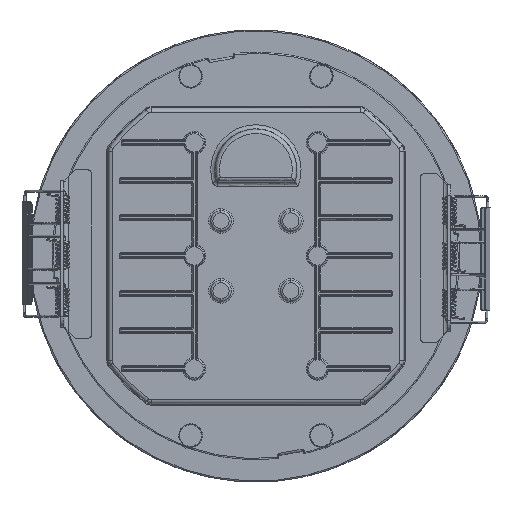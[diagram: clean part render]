
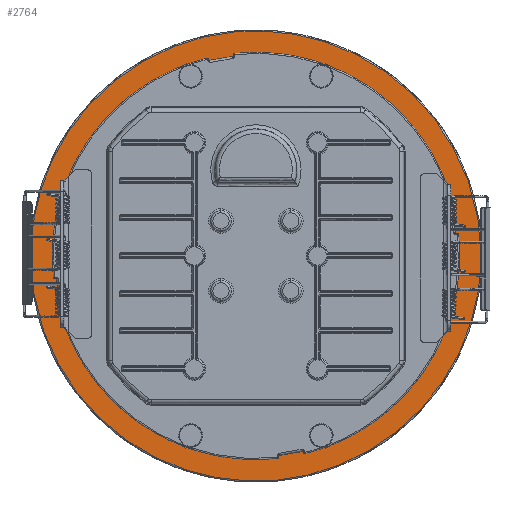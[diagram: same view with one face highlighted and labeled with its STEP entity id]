
A CAD part, top view. The second image highlights one B-rep face of the part: STEP entity #2764.
In plain terms, the highlighted planar face has unit normal (0, 0, 1).
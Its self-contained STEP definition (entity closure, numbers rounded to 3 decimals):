
#75=FACE_BOUND('',#8561,.T.);
#2764=ADVANCED_FACE('',(#5639,#75),#41041,.T.);
#5639=FACE_OUTER_BOUND('',#8560,.T.);
#8560=EDGE_LOOP('',(#21361,#21362));
#8561=EDGE_LOOP('',(#21363,#21364));
#21361=ORIENTED_EDGE('',*,*,#28990,.T.);
#21362=ORIENTED_EDGE('',*,*,#28989,.T.);
#21363=ORIENTED_EDGE('',*,*,#28986,.T.);
#21364=ORIENTED_EDGE('',*,*,#28987,.T.);
#28986=EDGE_CURVE('',#40253,#40252,#34088,.T.);
#28987=EDGE_CURVE('',#40252,#40253,#34089,.T.);
#28989=EDGE_CURVE('',#40251,#40250,#34090,.T.);
#28990=EDGE_CURVE('',#40250,#40251,#34091,.T.);
#34088=(
BOUNDED_CURVE()
B_SPLINE_CURVE(2,(#144577,#144578,#144579,#144580,#144581),
 .UNSPECIFIED.,.F.,.F.)
B_SPLINE_CURVE_WITH_KNOTS((3,2,3),(-188.496,-94.248,
0.),.UNSPECIFIED.)
CURVE()
GEOMETRIC_REPRESENTATION_ITEM()
RATIONAL_B_SPLINE_CURVE((1.,0.707,1.,0.707,1.))
REPRESENTATION_ITEM('')
);
#34089=(
BOUNDED_CURVE()
B_SPLINE_CURVE(2,(#144582,#144583,#144584,#144585,#144586),
 .UNSPECIFIED.,.F.,.F.)
B_SPLINE_CURVE_WITH_KNOTS((3,2,3),(-376.991,-282.743,
-188.496),.UNSPECIFIED.)
CURVE()
GEOMETRIC_REPRESENTATION_ITEM()
RATIONAL_B_SPLINE_CURVE((1.,0.707,1.,0.707,1.))
REPRESENTATION_ITEM('')
);
#34090=(
BOUNDED_CURVE()
B_SPLINE_CURVE(2,(#144589,#144590,#144591,#144592,#144593),
 .UNSPECIFIED.,.F.,.F.)
B_SPLINE_CURVE_WITH_KNOTS((3,2,3),(344.004,516.007,688.009),
 .UNSPECIFIED.)
CURVE()
GEOMETRIC_REPRESENTATION_ITEM()
RATIONAL_B_SPLINE_CURVE((1.,0.707,1.,0.707,1.))
REPRESENTATION_ITEM('')
);
#34091=(
BOUNDED_CURVE()
B_SPLINE_CURVE(2,(#144594,#144595,#144596,#144597,#144598),
 .UNSPECIFIED.,.F.,.F.)
B_SPLINE_CURVE_WITH_KNOTS((3,2,3),(0.,172.002,344.004),
 .UNSPECIFIED.)
CURVE()
GEOMETRIC_REPRESENTATION_ITEM()
RATIONAL_B_SPLINE_CURVE((1.,0.707,1.,0.707,1.))
REPRESENTATION_ITEM('')
);
#40250=VERTEX_POINT('',#144537);
#40251=VERTEX_POINT('',#144538);
#40252=VERTEX_POINT('',#144539);
#40253=VERTEX_POINT('',#144540);
#41041=PLANE('',#43998);
#43998=AXIS2_PLACEMENT_3D('',#144460,#44392,$);
#44392=DIRECTION('',(0.,0.,1.));
#144460=CARTESIAN_POINT('',(132.01,140.213,-19.559));
#144537=CARTESIAN_POINT('',(-109.5,8.204,-19.559));
#144538=CARTESIAN_POINT('',(109.5,8.204,-19.559));
#144539=CARTESIAN_POINT('',(60.,8.204,-19.559));
#144540=CARTESIAN_POINT('',(-60.,8.204,-19.559));
#144577=CARTESIAN_POINT('',(-60.,8.204,-19.559));
#144578=CARTESIAN_POINT('',(-60.,68.204,-19.559));
#144579=CARTESIAN_POINT('',(0.,68.204,-19.559));
#144580=CARTESIAN_POINT('',(60.,68.204,-19.559));
#144581=CARTESIAN_POINT('',(60.,8.204,-19.559));
#144582=CARTESIAN_POINT('',(60.,8.204,-19.559));
#144583=CARTESIAN_POINT('',(60.,-51.796,-19.559));
#144584=CARTESIAN_POINT('',(0.,-51.796,-19.559));
#144585=CARTESIAN_POINT('',(-60.,-51.796,-19.559));
#144586=CARTESIAN_POINT('',(-60.,8.204,-19.559));
#144589=CARTESIAN_POINT('',(109.5,8.204,-19.559));
#144590=CARTESIAN_POINT('',(109.5,117.704,-19.559));
#144591=CARTESIAN_POINT('',(0.,117.704,-19.559));
#144592=CARTESIAN_POINT('',(-109.5,117.704,-19.559));
#144593=CARTESIAN_POINT('',(-109.5,8.204,-19.559));
#144594=CARTESIAN_POINT('',(-109.5,8.204,-19.559));
#144595=CARTESIAN_POINT('',(-109.5,-101.296,-19.559));
#144596=CARTESIAN_POINT('',(0.,-101.296,-19.559));
#144597=CARTESIAN_POINT('',(109.5,-101.296,-19.559));
#144598=CARTESIAN_POINT('',(109.5,8.204,-19.559));
